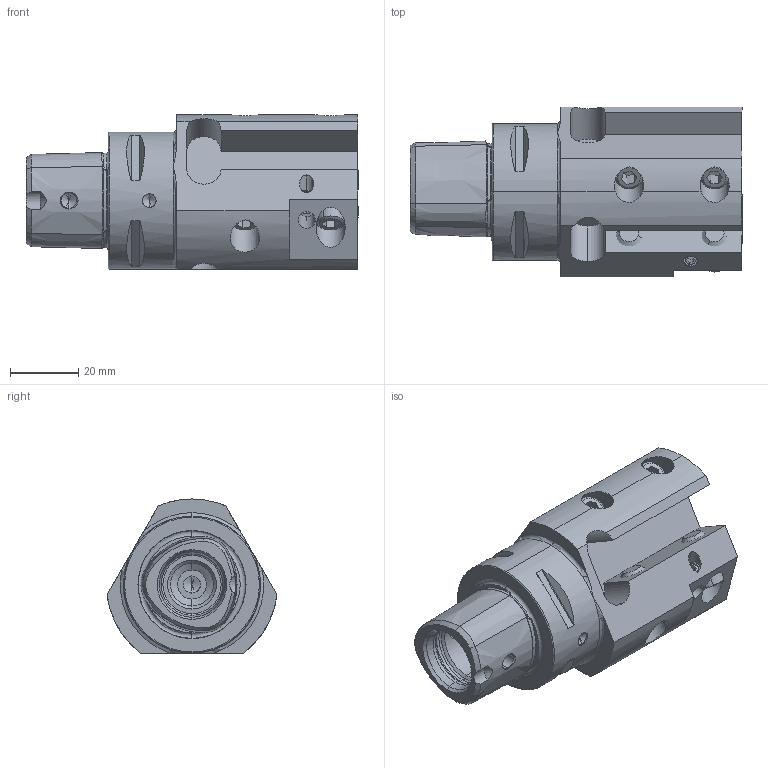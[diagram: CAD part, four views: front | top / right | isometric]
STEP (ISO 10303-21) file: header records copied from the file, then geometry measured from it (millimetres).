
FILE_DESCRIPTION (( 'STEP AP214' ), '1' );
FILE_NAME ('PS4.V12.So5.073.STEP', '2023-06-26T08:58:02', ( '' ), ( '' ), 'SwSTEP 2.0', 'SolidWorks 2017', '' );
FILE_SCHEMA (( 'AUTOMOTIVE_DESIGN' ));
Length unit declared in the file: millimetre
Products named in the file (4): PS4.V12.So5.073; PS4-V12.So5.073_B; ISO 4026 - M8 x 16_PreviewCfg; ISO 4026 - M4 x 5
Assembly tree (8 placements, depth 2):
  PS4.V12.So5.073
    PS4-V12.So5.073_B
    ISO 4026 - M8 x 16_PreviewCfg  x6
    ISO 4026 - M4 x 5
Bounding box: 97 x 49.64 x 45 mm (x, y, z)
Volume: 90634.2 mm3; surface area: 28068 mm2
Topology: 8 solids, 8 shells, 322 faces, 769 edges, 470 vertices
Faces by surface type: plane 107, cone 90, cylinder 87, torus 38
Entity records: 8727 total; most frequent: CARTESIAN_POINT 2548, DIRECTION 1239, ORIENTED_EDGE 1206, EDGE_CURVE 603, AXIS2_PLACEMENT_3D 495, VERTEX_POINT 370, EDGE_LOOP 273, LINE 249
